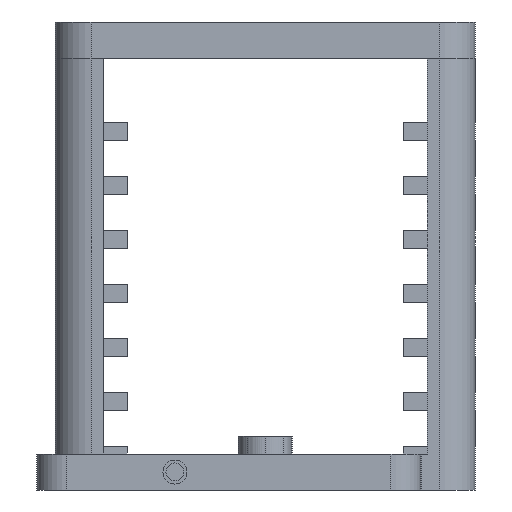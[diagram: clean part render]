
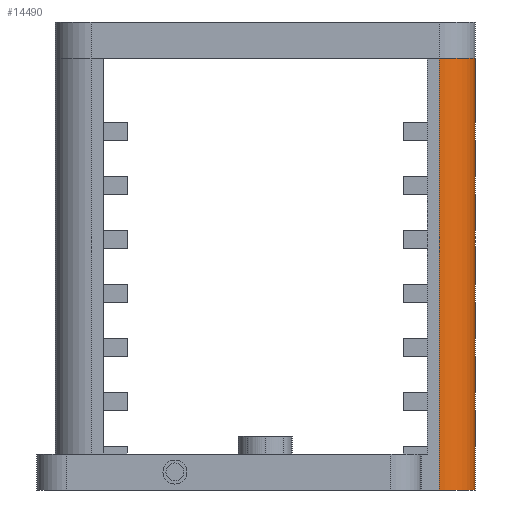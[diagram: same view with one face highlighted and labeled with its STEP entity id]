
A CAD part, left-side view. The second image highlights one B-rep face of the part: STEP entity #14490.
In plain terms, the highlighted cylindrical face has radius 12 mm (diameter 24 mm), a partial arc.
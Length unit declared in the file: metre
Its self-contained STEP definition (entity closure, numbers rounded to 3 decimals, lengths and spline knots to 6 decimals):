
#773=CIRCLE('',#15566,0.012);
#774=CIRCLE('',#15567,0.012);
#1134=CYLINDRICAL_SURFACE('',#15565,0.012);
#1604=ORIENTED_EDGE('',*,*,#5953,.T.);
#1605=ORIENTED_EDGE('',*,*,#5954,.F.);
#1606=ORIENTED_EDGE('',*,*,#5955,.F.);
#1607=ORIENTED_EDGE('',*,*,#5948,.T.);
#5948=EDGE_CURVE('',#8111,#8110,#9565,.T.);
#5953=EDGE_CURVE('',#8110,#8114,#773,.T.);
#5954=EDGE_CURVE('',#8115,#8114,#9570,.T.);
#5955=EDGE_CURVE('',#8111,#8115,#774,.T.);
#8110=VERTEX_POINT('',#20413);
#8111=VERTEX_POINT('',#20415);
#8114=VERTEX_POINT('',#20424);
#8115=VERTEX_POINT('',#20426);
#9565=LINE('',#20414,#10903);
#9570=LINE('',#20425,#10908);
#10903=VECTOR('',#16914,1.);
#10908=VECTOR('',#16923,1.);
#12142=EDGE_LOOP('',(#1604,#1605,#1606,#1607));
#13100=FACE_BOUND('',#12142,.T.);
#14490=ADVANCED_FACE('',(#13100),#1134,.T.);
#15565=AXIS2_PLACEMENT_3D('',#20422,#16919,#16920);
#15566=AXIS2_PLACEMENT_3D('',#20423,#16921,#16922);
#15567=AXIS2_PLACEMENT_3D('',#20427,#16924,#16925);
#16914=DIRECTION('',(0.,0.,-1.));
#16919=DIRECTION('',(0.,0.,-1.));
#16920=DIRECTION('',(-1.,0.,0.));
#16921=DIRECTION('',(0.,0.,1.));
#16922=DIRECTION('',(1.,0.,0.));
#16923=DIRECTION('',(0.,0.,-1.));
#16924=DIRECTION('',(0.,0.,1.));
#16925=DIRECTION('',(1.,0.,0.));
#20413=CARTESIAN_POINT('',(-0.076,-0.058,0.));
#20414=CARTESIAN_POINT('',(-0.076,-0.058,0.012));
#20415=CARTESIAN_POINT('',(-0.076,-0.058,0.144));
#20422=CARTESIAN_POINT('',(-0.064,-0.058,0.012));
#20423=CARTESIAN_POINT('',(-0.064,-0.058,0.));
#20424=CARTESIAN_POINT('',(-0.064,-0.07,0.));
#20425=CARTESIAN_POINT('',(-0.064,-0.07,0.012));
#20426=CARTESIAN_POINT('',(-0.064,-0.07,0.144));
#20427=CARTESIAN_POINT('',(-0.064,-0.058,0.144));
